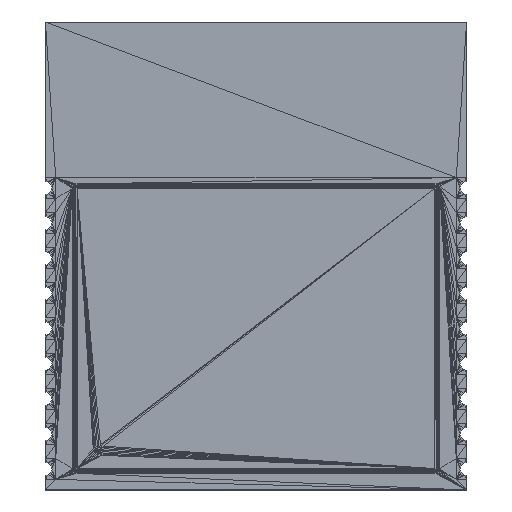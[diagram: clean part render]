
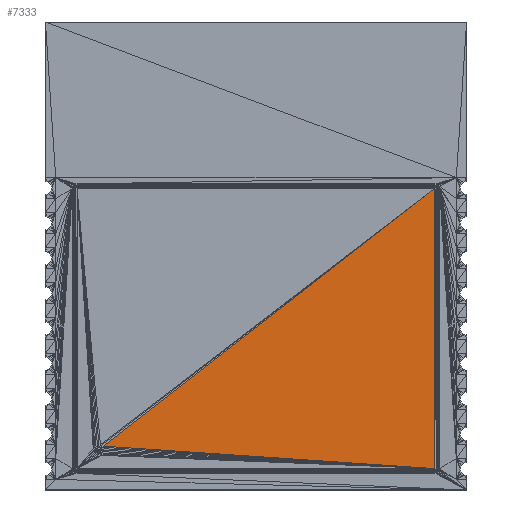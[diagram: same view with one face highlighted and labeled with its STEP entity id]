
A CAD part, top view. The second image highlights one B-rep face of the part: STEP entity #7333.
In plain terms, the highlighted planar face has unit normal (0, 0, 1).
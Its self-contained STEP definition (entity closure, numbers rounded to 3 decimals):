
#11=DIRECTION('',(0.0,0.0,1.0));
#1190=DIRECTION('',(0.0,1.0,0.0));
#1191=VECTOR('',#1190,1000.0);
#6553=CARTESIAN_POINT('',(7.65,-9.09,3.2));
#6554=VERTEX_POINT('',#6553);
#6587=CARTESIAN_POINT('',(7.65,2.88,3.2));
#6588=VERTEX_POINT('',#6587);
#6589=CARTESIAN_POINT('',(-6.538,-8.13,3.2));
#6590=VERTEX_POINT('',#6589);
#7316=DIRECTION('',(-0.79,-0.613,0.0));
#7317=VECTOR('',#7316,1000.0);
#7318=LINE('',#6587,#7317);
#7319=EDGE_CURVE('',#6588,#6590,#7318,.T.);
#7320=DIRECTION('',(0.998,-0.067,0.0));
#7321=VECTOR('',#7320,1000.0);
#7322=LINE('',#6589,#7321);
#7323=EDGE_CURVE('',#6590,#6554,#7322,.T.);
#7324=LINE('',#6553,#1191);
#7325=EDGE_CURVE('',#6554,#6588,#7324,.T.);
#7326=ORIENTED_EDGE('',*,*,#7319,.T.);
#7327=ORIENTED_EDGE('',*,*,#7323,.T.);
#7328=ORIENTED_EDGE('',*,*,#7325,.T.);
#7329=AXIS2_PLACEMENT_3D('',#6587,#11,#7316);
#7330=PLANE('',#7329);
#7331=EDGE_LOOP('',(#7326,#7327,#7328));
#7332=FACE_BOUND('',#7331,.T.);
#7333=ADVANCED_FACE('',(#7332),#7330,.T.);
